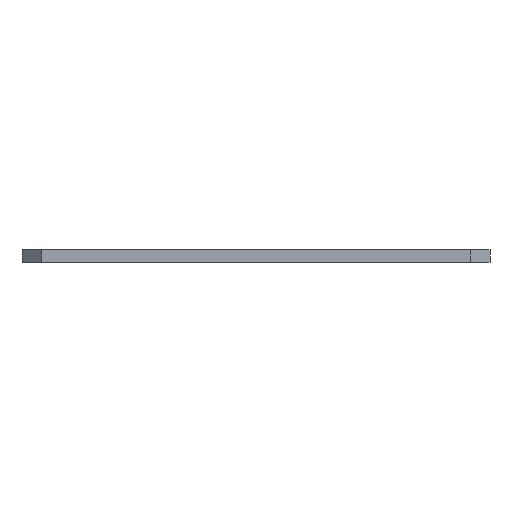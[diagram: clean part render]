
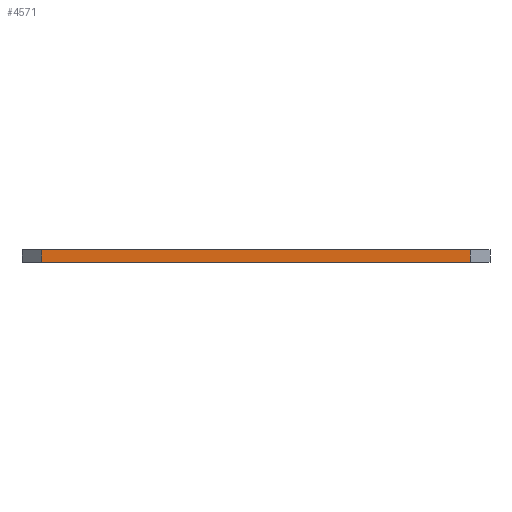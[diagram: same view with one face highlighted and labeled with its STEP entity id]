
A CAD part, left-side view. The second image highlights one B-rep face of the part: STEP entity #4571.
In plain terms, the highlighted planar face has unit normal (-1, 0, 0).
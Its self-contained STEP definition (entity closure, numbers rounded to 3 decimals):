
#83 = PLANE('',#84);
#84 = AXIS2_PLACEMENT_3D('',#85,#86,#87);
#85 = CARTESIAN_POINT('',(148.501,-105.004,1.6));
#86 = DIRECTION('',(0.,0.,1.));
#87 = DIRECTION('',(1.,0.,-0.));
#137 = PLANE('',#138);
#138 = AXIS2_PLACEMENT_3D('',#139,#140,#141);
#139 = CARTESIAN_POINT('',(148.501,-105.004,0.));
#140 = DIRECTION('',(0.,0.,1.));
#141 = DIRECTION('',(1.,0.,-0.));
#330 = VERTEX_POINT('',#331);
#331 = CARTESIAN_POINT('',(121.831,-77.699,0.));
#345 = PLANE('',#346);
#346 = AXIS2_PLACEMENT_3D('',#347,#348,#349);
#347 = CARTESIAN_POINT('',(124.371,-75.159,0.));
#348 = DIRECTION('',(0.707,-0.707,0.));
#349 = DIRECTION('',(-0.707,-0.707,0.));
#357 = EDGE_CURVE('',#330,#358,#360,.T.);
#358 = VERTEX_POINT('',#359);
#359 = CARTESIAN_POINT('',(121.831,-132.309,0.));
#360 = SURFACE_CURVE('',#361,(#365,#372),.PCURVE_S1.);
#361 = LINE('',#362,#363);
#362 = CARTESIAN_POINT('',(121.831,-77.699,0.));
#363 = VECTOR('',#364,1.);
#364 = DIRECTION('',(0.,-1.,0.));
#365 = PCURVE('',#137,#366);
#366 = DEFINITIONAL_REPRESENTATION('',(#367),#371);
#367 = LINE('',#368,#369);
#368 = CARTESIAN_POINT('',(-26.67,27.305));
#369 = VECTOR('',#370,1.);
#370 = DIRECTION('',(0.,-1.));
#371 = ( GEOMETRIC_REPRESENTATION_CONTEXT(2) 
PARAMETRIC_REPRESENTATION_CONTEXT() REPRESENTATION_CONTEXT('2D SPACE',''
  ) );
#372 = PCURVE('',#373,#378);
#373 = PLANE('',#374);
#374 = AXIS2_PLACEMENT_3D('',#375,#376,#377);
#375 = CARTESIAN_POINT('',(121.831,-77.699,0.));
#376 = DIRECTION('',(1.,0.,-0.));
#377 = DIRECTION('',(0.,-1.,0.));
#378 = DEFINITIONAL_REPRESENTATION('',(#379),#383);
#379 = LINE('',#380,#381);
#380 = CARTESIAN_POINT('',(0.,0.));
#381 = VECTOR('',#382,1.);
#382 = DIRECTION('',(1.,0.));
#383 = ( GEOMETRIC_REPRESENTATION_CONTEXT(2) 
PARAMETRIC_REPRESENTATION_CONTEXT() REPRESENTATION_CONTEXT('2D SPACE',''
  ) );
#401 = PLANE('',#402);
#402 = AXIS2_PLACEMENT_3D('',#403,#404,#405);
#403 = CARTESIAN_POINT('',(121.831,-132.309,0.));
#404 = DIRECTION('',(0.707,0.707,-0.));
#405 = DIRECTION('',(0.707,-0.707,0.));
#2594 = VERTEX_POINT('',#2595);
#2595 = CARTESIAN_POINT('',(121.831,-77.699,1.6));
#2616 = EDGE_CURVE('',#2594,#2617,#2619,.T.);
#2617 = VERTEX_POINT('',#2618);
#2618 = CARTESIAN_POINT('',(121.831,-132.309,1.6));
#2619 = SURFACE_CURVE('',#2620,(#2624,#2631),.PCURVE_S1.);
#2620 = LINE('',#2621,#2622);
#2621 = CARTESIAN_POINT('',(121.831,-77.699,1.6));
#2622 = VECTOR('',#2623,1.);
#2623 = DIRECTION('',(0.,-1.,0.));
#2624 = PCURVE('',#83,#2625);
#2625 = DEFINITIONAL_REPRESENTATION('',(#2626),#2630);
#2626 = LINE('',#2627,#2628);
#2627 = CARTESIAN_POINT('',(-26.67,27.305));
#2628 = VECTOR('',#2629,1.);
#2629 = DIRECTION('',(0.,-1.));
#2630 = ( GEOMETRIC_REPRESENTATION_CONTEXT(2) 
PARAMETRIC_REPRESENTATION_CONTEXT() REPRESENTATION_CONTEXT('2D SPACE',''
  ) );
#2631 = PCURVE('',#373,#2632);
#2632 = DEFINITIONAL_REPRESENTATION('',(#2633),#2637);
#2633 = LINE('',#2634,#2635);
#2634 = CARTESIAN_POINT('',(0.,-1.6));
#2635 = VECTOR('',#2636,1.);
#2636 = DIRECTION('',(1.,0.));
#2637 = ( GEOMETRIC_REPRESENTATION_CONTEXT(2) 
PARAMETRIC_REPRESENTATION_CONTEXT() REPRESENTATION_CONTEXT('2D SPACE',''
  ) );
#4521 = EDGE_CURVE('',#358,#2617,#4522,.T.);
#4522 = SURFACE_CURVE('',#4523,(#4527,#4534),.PCURVE_S1.);
#4523 = LINE('',#4524,#4525);
#4524 = CARTESIAN_POINT('',(121.831,-132.309,0.));
#4525 = VECTOR('',#4526,1.);
#4526 = DIRECTION('',(0.,0.,1.));
#4527 = PCURVE('',#401,#4528);
#4528 = DEFINITIONAL_REPRESENTATION('',(#4529),#4533);
#4529 = LINE('',#4530,#4531);
#4530 = CARTESIAN_POINT('',(0.,0.));
#4531 = VECTOR('',#4532,1.);
#4532 = DIRECTION('',(0.,-1.));
#4533 = ( GEOMETRIC_REPRESENTATION_CONTEXT(2) 
PARAMETRIC_REPRESENTATION_CONTEXT() REPRESENTATION_CONTEXT('2D SPACE',''
  ) );
#4534 = PCURVE('',#373,#4535);
#4535 = DEFINITIONAL_REPRESENTATION('',(#4536),#4540);
#4536 = LINE('',#4537,#4538);
#4537 = CARTESIAN_POINT('',(54.61,0.));
#4538 = VECTOR('',#4539,1.);
#4539 = DIRECTION('',(0.,-1.));
#4540 = ( GEOMETRIC_REPRESENTATION_CONTEXT(2) 
PARAMETRIC_REPRESENTATION_CONTEXT() REPRESENTATION_CONTEXT('2D SPACE',''
  ) );
#4550 = EDGE_CURVE('',#330,#2594,#4551,.T.);
#4551 = SURFACE_CURVE('',#4552,(#4556,#4563),.PCURVE_S1.);
#4552 = LINE('',#4553,#4554);
#4553 = CARTESIAN_POINT('',(121.831,-77.699,0.));
#4554 = VECTOR('',#4555,1.);
#4555 = DIRECTION('',(0.,0.,1.));
#4556 = PCURVE('',#345,#4557);
#4557 = DEFINITIONAL_REPRESENTATION('',(#4558),#4562);
#4558 = LINE('',#4559,#4560);
#4559 = CARTESIAN_POINT('',(3.592,0.));
#4560 = VECTOR('',#4561,1.);
#4561 = DIRECTION('',(0.,-1.));
#4562 = ( GEOMETRIC_REPRESENTATION_CONTEXT(2) 
PARAMETRIC_REPRESENTATION_CONTEXT() REPRESENTATION_CONTEXT('2D SPACE',''
  ) );
#4563 = PCURVE('',#373,#4564);
#4564 = DEFINITIONAL_REPRESENTATION('',(#4565),#4569);
#4565 = LINE('',#4566,#4567);
#4566 = CARTESIAN_POINT('',(0.,0.));
#4567 = VECTOR('',#4568,1.);
#4568 = DIRECTION('',(0.,-1.));
#4569 = ( GEOMETRIC_REPRESENTATION_CONTEXT(2) 
PARAMETRIC_REPRESENTATION_CONTEXT() REPRESENTATION_CONTEXT('2D SPACE',''
  ) );
#4571 = ADVANCED_FACE('',(#4572),#373,.F.);
#4572 = FACE_BOUND('',#4573,.F.);
#4573 = EDGE_LOOP('',(#4574,#4575,#4576,#4577));
#4574 = ORIENTED_EDGE('',*,*,#4550,.T.);
#4575 = ORIENTED_EDGE('',*,*,#2616,.T.);
#4576 = ORIENTED_EDGE('',*,*,#4521,.F.);
#4577 = ORIENTED_EDGE('',*,*,#357,.F.);
